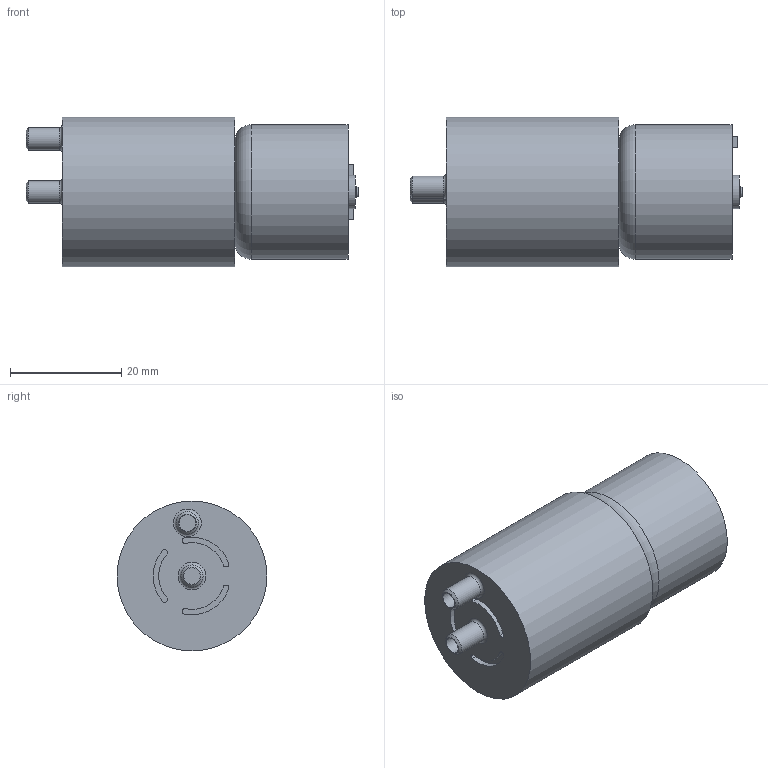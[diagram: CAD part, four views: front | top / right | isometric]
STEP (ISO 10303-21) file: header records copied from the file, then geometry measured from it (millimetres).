
FILE_DESCRIPTION(('FreeCAD Model'),'2;1');
FILE_NAME('Pump.step', '2015-12-18T17:02:06',('Author'),(''), 'Open CASCADE STEP processor 6.8','FreeCAD','Unknown');
FILE_SCHEMA(('AUTOMOTIVE_DESIGN_CC2 { 1 2 10303 214 -1 1 5 4 }'));
Length unit declared in the file: millimetre
Products named in the file (2): ASSEMBLY; Fusion
Assembly tree (1 placements, depth 2):
  ASSEMBLY
    Fusion
Bounding box: 59.8 x 27 x 27 mm (x, y, z)
Volume: 27032.3 mm3; surface area: 6365.9 mm2
Topology: 1 solids, 1 shells, 75 faces, 157 edges, 101 vertices
Faces by surface type: plane 33, cylinder 31, cone 8, torus 3
Full cylindrical faces by diameter (mm): 0.8 x5, 2 x1, 3 x2, 4 x2, 6 x1, 24.2 x1, 27 x1
Entity records: 4708 total; most frequent: CARTESIAN_POINT 899, DIRECTION 641, ORIENTED_EDGE 314, PCURVE 314, DEFINITIONAL_REPRESENTATION 314, LINE 311, VECTOR 311, EDGE_CURVE 157
